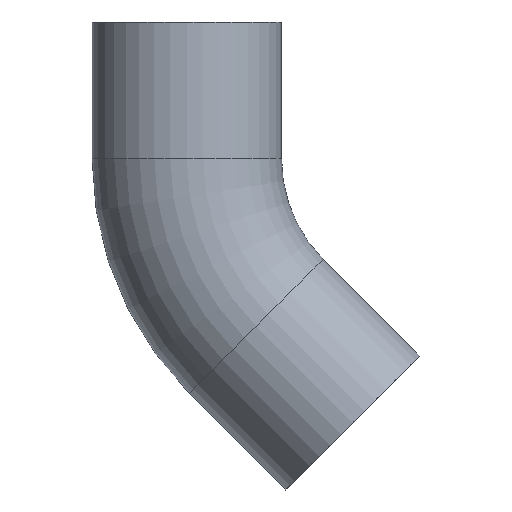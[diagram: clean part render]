
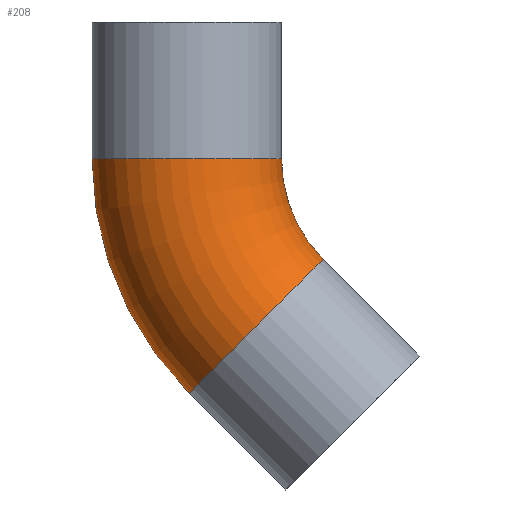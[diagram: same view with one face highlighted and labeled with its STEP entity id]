
A CAD part, front view. The second image highlights one B-rep face of the part: STEP entity #208.
In plain terms, the highlighted toroidal (fillet/blend) face has major radius 95 mm and minor radius 38.05 mm.
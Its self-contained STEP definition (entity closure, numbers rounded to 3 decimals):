
#7 = ORIENTED_EDGE ( 'NONE', *, *, #60, .T. ) ;
#48 = AXIS2_PLACEMENT_3D ( 'NONE', #333, #163, #261 ) ;
#60 = EDGE_CURVE ( 'NONE', #318, #80, #175, .T. ) ;
#69 = DIRECTION ( 'NONE',  ( 0., 0., 1. ) ) ;
#80 = VERTEX_POINT ( 'NONE', #364 ) ;
#82 = CIRCLE ( 'NONE', #407, 56.95 ) ;
#89 = DIRECTION ( 'NONE',  ( 0., 0., 1. ) ) ;
#93 = EDGE_CURVE ( 'NONE', #80, #323, #82, .T. ) ;
#99 = AXIS2_PLACEMENT_3D ( 'NONE', #207, #375, #244 ) ;
#101 = FACE_OUTER_BOUND ( 'NONE', #234, .T. ) ;
#123 = CIRCLE ( 'NONE', #377, 38.05 ) ;
#144 = CARTESIAN_POINT ( 'NONE',  ( -94.081, 0., -94.081 ) ) ;
#163 = DIRECTION ( 'NONE',  ( -0.707, 0., 0.707 ) ) ;
#175 = CIRCLE ( 'NONE', #48, 38.05 ) ;
#184 = CARTESIAN_POINT ( 'NONE',  ( -56.95, 0., 0. ) ) ;
#203 = CARTESIAN_POINT ( 'NONE',  ( 0., 0., 0. ) ) ;
#207 = CARTESIAN_POINT ( 'NONE',  ( 0., 0., 0. ) ) ;
#208 = ADVANCED_FACE ( 'NONE', ( #101 ), #303, .T. ) ;
#209 = DIRECTION ( 'NONE',  ( 0., 0., 1. ) ) ;
#212 = CARTESIAN_POINT ( 'NONE',  ( 0., 0., 0. ) ) ;
#217 = VERTEX_POINT ( 'NONE', #411 ) ;
#224 = EDGE_CURVE ( 'NONE', #318, #217, #416, .T. ) ;
#234 = EDGE_LOOP ( 'NONE', ( #290, #7, #359, #357 ) ) ;
#242 = DIRECTION ( 'NONE',  ( 0., 1., 0. ) ) ;
#244 = DIRECTION ( 'NONE',  ( 0., 0., 1. ) ) ;
#261 = DIRECTION ( 'NONE',  ( 0.707, 0., 0.707 ) ) ;
#290 = ORIENTED_EDGE ( 'NONE', *, *, #224, .F. ) ;
#303 = TOROIDAL_SURFACE ( 'NONE', #99, 95., 38.05 ) ;
#318 = VERTEX_POINT ( 'NONE', #144 ) ;
#323 = VERTEX_POINT ( 'NONE', #184 ) ;
#330 = EDGE_CURVE ( 'NONE', #217, #323, #123, .T. ) ;
#333 = CARTESIAN_POINT ( 'NONE',  ( -67.175, 0., -67.175 ) ) ;
#356 = DIRECTION ( 'NONE',  ( 1., 0., 0. ) ) ;
#357 = ORIENTED_EDGE ( 'NONE', *, *, #330, .F. ) ;
#359 = ORIENTED_EDGE ( 'NONE', *, *, #93, .T. ) ;
#364 = CARTESIAN_POINT ( 'NONE',  ( -40.27, 0., -40.27 ) ) ;
#375 = DIRECTION ( 'NONE',  ( 0., 1., 0. ) ) ;
#377 = AXIS2_PLACEMENT_3D ( 'NONE', #421, #69, #356 ) ;
#404 = DIRECTION ( 'NONE',  ( 0., 1., 0. ) ) ;
#407 = AXIS2_PLACEMENT_3D ( 'NONE', #203, #404, #89 ) ;
#411 = CARTESIAN_POINT ( 'NONE',  ( -133.05, 0., 0. ) ) ;
#416 = CIRCLE ( 'NONE', #445, 133.05 ) ;
#421 = CARTESIAN_POINT ( 'NONE',  ( -95., 0., 0. ) ) ;
#445 = AXIS2_PLACEMENT_3D ( 'NONE', #212, #242, #209 ) ;
